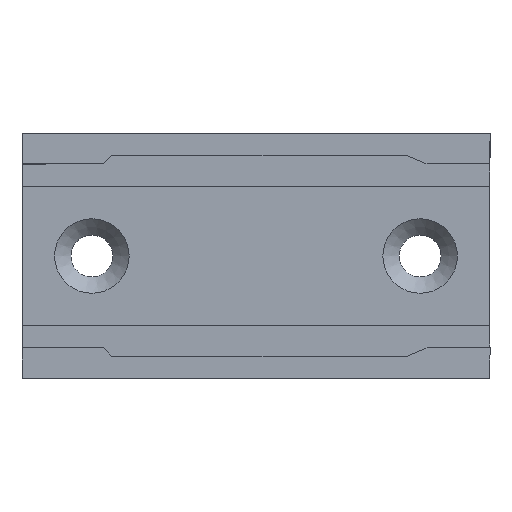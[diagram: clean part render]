
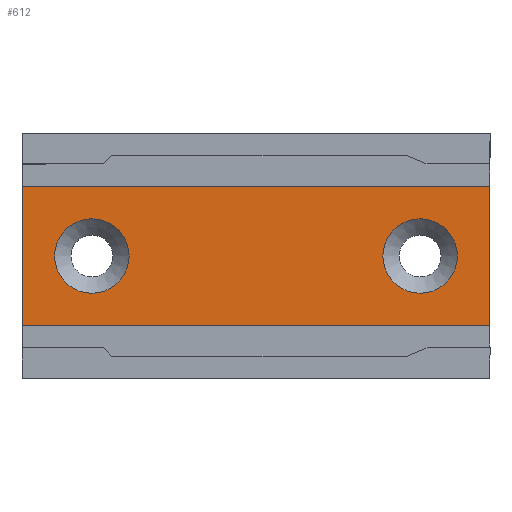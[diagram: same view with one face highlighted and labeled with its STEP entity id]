
A CAD part, top view. The second image highlights one B-rep face of the part: STEP entity #612.
In plain terms, the highlighted planar face has unit normal (0, 0, 1).
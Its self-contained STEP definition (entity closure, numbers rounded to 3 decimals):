
#17=FACE_BOUND('',#83,.T.);
#18=FACE_BOUND('',#84,.T.);
#21=PLANE('',#660);
#50=FACE_OUTER_BOUND('',#82,.T.);
#82=EDGE_LOOP('',(#437,#438,#439,#440));
#83=EDGE_LOOP('',(#441));
#84=EDGE_LOOP('',(#442));
#118=LINE('',#865,#200);
#119=LINE('',#867,#201);
#120=LINE('',#869,#202);
#121=LINE('',#870,#203);
#200=VECTOR('',#706,10.);
#201=VECTOR('',#707,10.);
#202=VECTOR('',#708,10.);
#203=VECTOR('',#709,10.);
#281=CIRCLE('',#658,3.2);
#283=CIRCLE('',#661,3.2);
#287=VERTEX_POINT('',#857);
#289=VERTEX_POINT('',#863);
#290=VERTEX_POINT('',#864);
#291=VERTEX_POINT('',#866);
#292=VERTEX_POINT('',#868);
#293=VERTEX_POINT('',#871);
#345=EDGE_CURVE('',#287,#287,#281,.T.);
#348=EDGE_CURVE('',#289,#290,#118,.T.);
#349=EDGE_CURVE('',#291,#290,#119,.T.);
#350=EDGE_CURVE('',#291,#292,#120,.T.);
#351=EDGE_CURVE('',#289,#292,#121,.T.);
#352=EDGE_CURVE('',#293,#293,#283,.T.);
#437=ORIENTED_EDGE('',*,*,#348,.T.);
#438=ORIENTED_EDGE('',*,*,#349,.F.);
#439=ORIENTED_EDGE('',*,*,#350,.T.);
#440=ORIENTED_EDGE('',*,*,#351,.F.);
#441=ORIENTED_EDGE('',*,*,#352,.F.);
#442=ORIENTED_EDGE('',*,*,#345,.F.);
#612=ADVANCED_FACE('',(#50,#17,#18),#21,.F.);
#658=AXIS2_PLACEMENT_3D('',#858,#699,#700);
#660=AXIS2_PLACEMENT_3D('',#862,#704,#705);
#661=AXIS2_PLACEMENT_3D('',#872,#710,#711);
#699=DIRECTION('center_axis',(0.,0.,
1.));
#700=DIRECTION('ref_axis',(-1.,0.,0.));
#704=DIRECTION('center_axis',(0.,0.,
-1.));
#705=DIRECTION('ref_axis',(-1.,0.,0.));
#706=DIRECTION('',(-1.,0.,0.));
#707=DIRECTION('',(0.,1.,0.));
#708=DIRECTION('',(1.,0.,0.));
#709=DIRECTION('',(0.,-1.,0.));
#710=DIRECTION('center_axis',(0.,0.,
1.));
#711=DIRECTION('ref_axis',(-1.,0.,0.));
#857=CARTESIAN_POINT('',(-28.758,-18.973,-391.654));
#858=CARTESIAN_POINT('Origin',(-31.958,-18.973,-391.654));
#862=CARTESIAN_POINT('Origin',(-17.858,-18.973,-391.654));
#863=CARTESIAN_POINT('',(2.242,-12.973,-391.654));
#864=CARTESIAN_POINT('',(-37.958,-12.973,-391.654));
#865=CARTESIAN_POINT('',(-27.908,-12.973,-391.654));
#866=CARTESIAN_POINT('',(-37.958,-24.973,-391.654));
#867=CARTESIAN_POINT('',(-37.958,-22.973,-391.654));
#868=CARTESIAN_POINT('',(2.242,-24.973,-391.654));
#869=CARTESIAN_POINT('',(-7.808,-24.973,-391.654));
#870=CARTESIAN_POINT('',(2.242,-24.223,-391.654));
#871=CARTESIAN_POINT('',(-0.558,-18.973,-391.654));
#872=CARTESIAN_POINT('Origin',(-3.758,-18.973,-391.654));
